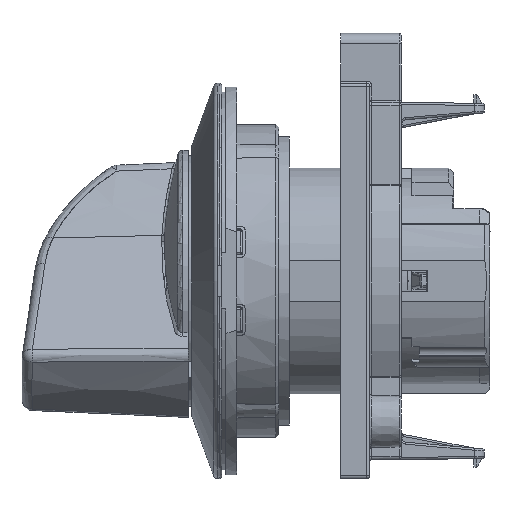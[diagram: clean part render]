
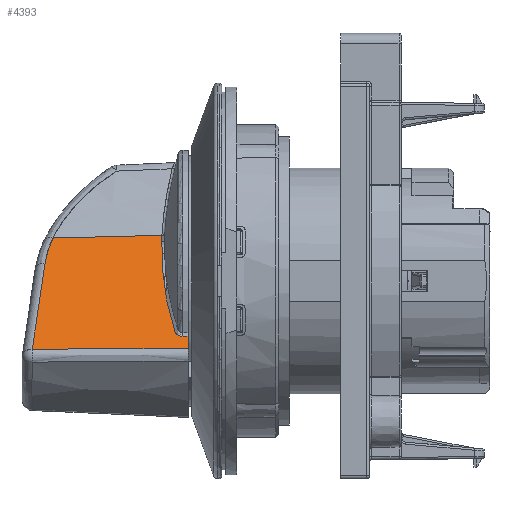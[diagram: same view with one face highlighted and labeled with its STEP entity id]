
A CAD part, left-side view. The second image highlights one B-rep face of the part: STEP entity #4393.
In plain terms, the highlighted planar face has unit normal (-0.707, 0.035, 0.707).
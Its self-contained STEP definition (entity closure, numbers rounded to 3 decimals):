
#529=PLANE('',#18814);
#1562=LINE('',#32574,#2732);
#1563=LINE('',#32582,#2733);
#1564=LINE('',#32601,#2734);
#2732=VECTOR('',#22111,1.);
#2733=VECTOR('',#22112,1.);
#2734=VECTOR('',#22117,1.);
#3443=ELLIPSE('',#18811,369.633,12.9);
#3444=ELLIPSE('',#18813,15.509,15.5);
#4393=ADVANCED_FACE('',(#5352),#529,.T.);
#5352=FACE_OUTER_BOUND('',#6233,.T.);
#6233=EDGE_LOOP('',(#10239,#10240,#10241,#10242,#10243,#10244,#10245,#10246));
#7215=B_SPLINE_CURVE_WITH_KNOTS('',3,(#32577,#32578,#32579,#32580),
 .UNSPECIFIED.,.F.,.F.,(4,4),(0.,1.),.UNSPECIFIED.);
#7216=B_SPLINE_CURVE_WITH_KNOTS('',3,(#32586,#32587,#32588,#32589,#32590,
#32591,#32592,#32593,#32594,#32595,#32596,#32597),.UNSPECIFIED.,.F.,.F.,
(4,2,2,2,2,4),(0.,0.028,0.265,0.5,
0.71,1.),.UNSPECIFIED.);
#10239=ORIENTED_EDGE('',*,*,#15999,.T.);
#10240=ORIENTED_EDGE('',*,*,#16000,.T.);
#10241=ORIENTED_EDGE('',*,*,#16001,.T.);
#10242=ORIENTED_EDGE('',*,*,#16002,.T.);
#10243=ORIENTED_EDGE('',*,*,#16003,.T.);
#10244=ORIENTED_EDGE('',*,*,#16004,.T.);
#10245=ORIENTED_EDGE('',*,*,#16005,.T.);
#10246=ORIENTED_EDGE('',*,*,#16006,.T.);
#13529=VERTEX_POINT('',#32575);
#13530=VERTEX_POINT('',#32576);
#13531=VERTEX_POINT('',#32581);
#13532=VERTEX_POINT('',#32583);
#13533=VERTEX_POINT('',#32585);
#13534=VERTEX_POINT('',#32598);
#13535=VERTEX_POINT('',#32600);
#13536=VERTEX_POINT('',#32602);
#15999=EDGE_CURVE('',#13529,#13530,#1562,.T.);
#16000=EDGE_CURVE('',#13530,#13531,#7215,.T.);
#16001=EDGE_CURVE('',#13531,#13532,#1563,.T.);
#16002=EDGE_CURVE('',#13532,#13533,#3443,.T.);
#16003=EDGE_CURVE('',#13533,#13534,#7216,.T.);
#16004=EDGE_CURVE('',#13534,#13535,#17494,.T.);
#16005=EDGE_CURVE('',#13535,#13536,#1564,.T.);
#16006=EDGE_CURVE('',#13536,#13529,#3444,.T.);
#17494=CIRCLE('',#18812,50.3);
#18811=AXIS2_PLACEMENT_3D('',#32584,#22113,#22114);
#18812=AXIS2_PLACEMENT_3D('',#32599,#22115,#22116);
#18813=AXIS2_PLACEMENT_3D('',#32603,#22118,#22119);
#18814=AXIS2_PLACEMENT_3D('',#32604,#22120,#22121);
#22111=DIRECTION('',(-0.701,0.105,-0.706));
#22112=DIRECTION('',(0.707,0.,0.707));
#22113=DIRECTION('',(0.707,-0.035,-0.707));
#22114=DIRECTION('',(-0.025,-0.999,0.025));
#22115=DIRECTION('',(0.707,-0.035,-0.707));
#22116=DIRECTION('',(0.025,0.999,-0.025));
#22117=DIRECTION('',(0.025,0.999,-0.025));
#22118=DIRECTION('',(-0.707,0.035,0.707));
#22119=DIRECTION('',(0.025,0.999,-0.025));
#22120=DIRECTION('',(-0.707,0.035,0.707));
#22121=DIRECTION('',(-0.025,-0.999,0.025));
#32574=CARTESIAN_POINT('',(-12.399,35.734,-6.792));
#32575=CARTESIAN_POINT('',(-3.969,34.477,1.7));
#32576=CARTESIAN_POINT('',(-12.165,35.7,-6.557));
#32577=CARTESIAN_POINT('',(-12.165,35.7,-6.557));
#32578=CARTESIAN_POINT('',(-12.388,30.702,-6.532));
#32579=CARTESIAN_POINT('',(-12.608,25.705,-6.506));
#32580=CARTESIAN_POINT('',(-12.828,20.708,-6.478));
#32581=CARTESIAN_POINT('',(-12.828,20.708,-6.478));
#32582=CARTESIAN_POINT('',(-1.902,20.708,4.447));
#32583=CARTESIAN_POINT('',(-11.644,20.708,-5.295));
#32584=CARTESIAN_POINT('',(0.212,157.857,-0.212));
#32585=CARTESIAN_POINT('',(-11.637,21.208,-5.312));
#32586=CARTESIAN_POINT('',(-11.637,21.208,-5.312));
#32587=CARTESIAN_POINT('',(-11.637,21.219,-5.313));
#32588=CARTESIAN_POINT('',(-11.636,21.229,-5.313));
#32589=CARTESIAN_POINT('',(-11.632,21.325,-5.313));
#32590=CARTESIAN_POINT('',(-11.618,21.411,-5.303));
#32591=CARTESIAN_POINT('',(-11.57,21.57,-5.263));
#32592=CARTESIAN_POINT('',(-11.536,21.645,-5.233));
#32593=CARTESIAN_POINT('',(-11.458,21.768,-5.162));
#32594=CARTESIAN_POINT('',(-11.416,21.819,-5.121));
#32595=CARTESIAN_POINT('',(-11.307,21.919,-5.017));
#32596=CARTESIAN_POINT('',(-11.235,21.961,-4.948));
#32597=CARTESIAN_POINT('',(-11.163,21.985,-4.877));
#32598=CARTESIAN_POINT('',(-11.163,21.985,-4.877));
#32599=CARTESIAN_POINT('',(-4.352,-26.99,4.352));
#32600=CARTESIAN_POINT('',(-1.839,23.247,4.385));
#32601=CARTESIAN_POINT('',(-1.909,20.408,4.455));
#32602=CARTESIAN_POINT('',(-1.58,33.725,4.126));
#32603=CARTESIAN_POINT('',(-5.495,19.062,0.935));
#32604=CARTESIAN_POINT('',(-1.909,20.408,4.455));
